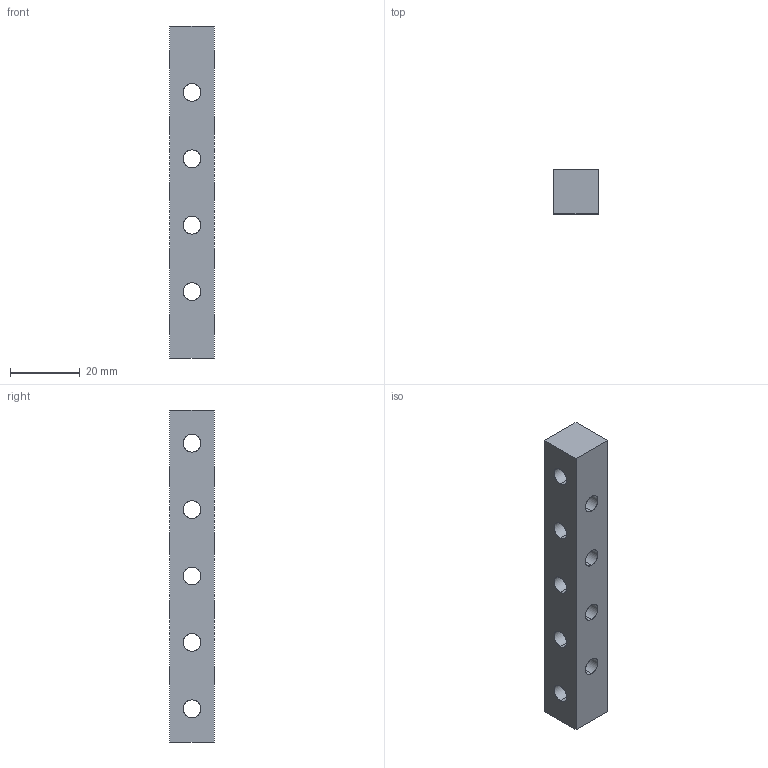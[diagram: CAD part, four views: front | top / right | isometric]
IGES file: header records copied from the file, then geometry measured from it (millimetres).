
Start section: SolidWorks IGES FILE using analytic representation for surfaces
Global section: file name: TRT0004_large_nut_strip_long.IGS; native system: SolidWorks 2001Plus by SolidWorks Corporation; preprocessor: Version 5.3; author: thesmith; date: 110912.210701; units: millimetre
Bounding box: 12.7 x 12.7 x 95.25 mm (x, y, z)
Surface area: 6626.1 mm2 (no closed solid volume)
Topology: 0 solids, 0 shells, 24 faces, 672 edges, 672 vertices
Faces by surface type: revolution 18, bspline 6
